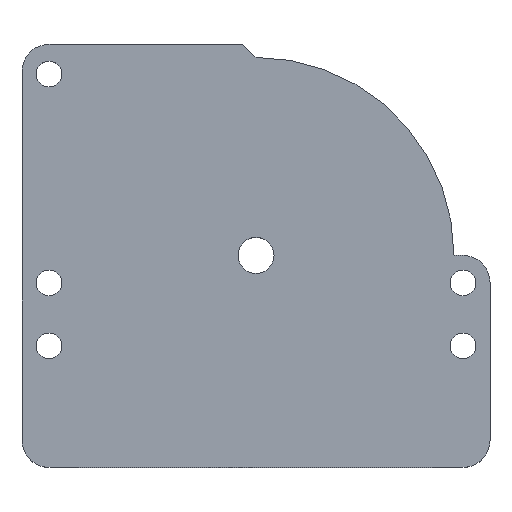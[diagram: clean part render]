
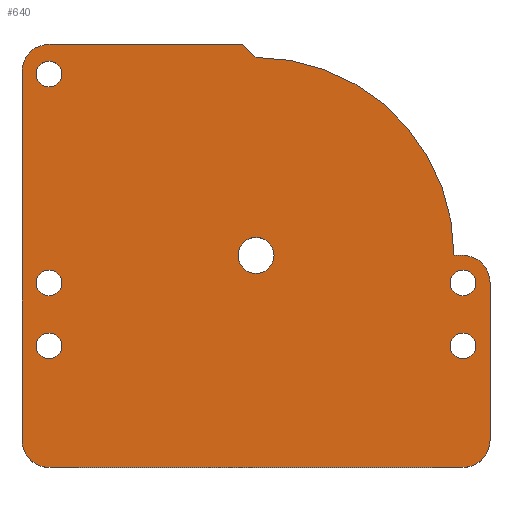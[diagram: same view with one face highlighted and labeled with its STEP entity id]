
A CAD part, top view. The second image highlights one B-rep face of the part: STEP entity #640.
In plain terms, the highlighted planar face has unit normal (0, 0, 1).
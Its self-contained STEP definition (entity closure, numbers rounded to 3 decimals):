
#52=VECTOR('',#754,1.);
#56=VECTOR('',#759,1.);
#69=VECTOR('',#798,1.);
#76=VECTOR('',#826,1.);
#78=VECTOR('',#831,1.);
#79=VECTOR('',#836,1.);
#106=LINE('',#935,#52);
#110=LINE('',#943,#56);
#123=LINE('',#989,#69);
#130=LINE('',#1017,#76);
#132=LINE('',#1023,#78);
#133=LINE('',#1027,#79);
#155=PLANE('',#695);
#182=VERTEX_POINT('',#934);
#183=VERTEX_POINT('',#936);
#185=VERTEX_POINT('',#942);
#203=VERTEX_POINT('',#988);
#204=VERTEX_POINT('',#990);
#208=VERTEX_POINT('',#1003);
#211=VERTEX_POINT('',#1012);
#212=VERTEX_POINT('',#1013);
#213=VERTEX_POINT('',#1018);
#214=VERTEX_POINT('',#1022);
#215=VERTEX_POINT('',#1024);
#216=VERTEX_POINT('',#1028);
#217=VERTEX_POINT('',#1031);
#218=VERTEX_POINT('',#1033);
#219=VERTEX_POINT('',#1035);
#220=VERTEX_POINT('',#1037);
#221=VERTEX_POINT('',#1039);
#240=CIRCLE('',#687,2.);
#243=CIRCLE('',#693,3.);
#244=CIRCLE('',#696,3.);
#245=CIRCLE('',#697,3.);
#246=CIRCLE('',#698,3.);
#247=CIRCLE('',#699,22.);
#248=CIRCLE('',#700,1.425);
#249=CIRCLE('',#701,1.425);
#250=CIRCLE('',#702,1.425);
#251=CIRCLE('',#703,1.425);
#252=CIRCLE('',#704,1.425);
#276=EDGE_CURVE('',#182,#183,#106,.T.);
#280=EDGE_CURVE('',#185,#182,#110,.T.);
#304=EDGE_CURVE('',#203,#204,#123,.T.);
#311=EDGE_CURVE('',#208,#208,#240,.T.);
#314=EDGE_CURVE('',#211,#212,#243,.T.);
#317=EDGE_CURVE('',#212,#213,#130,.T.);
#319=EDGE_CURVE('',#214,#185,#244,.T.);
#320=EDGE_CURVE('',#215,#214,#132,.T.);
#321=EDGE_CURVE('',#204,#215,#245,.T.);
#322=EDGE_CURVE('',#213,#203,#246,.T.);
#323=EDGE_CURVE('',#211,#216,#133,.T.);
#324=EDGE_CURVE('',#216,#183,#247,.T.);
#325=EDGE_CURVE('',#217,#217,#248,.T.);
#326=EDGE_CURVE('',#218,#218,#249,.T.);
#327=EDGE_CURVE('',#219,#219,#250,.T.);
#328=EDGE_CURVE('',#220,#220,#251,.T.);
#329=EDGE_CURVE('',#221,#221,#252,.T.);
#433=ORIENTED_EDGE('',*,*,#276,.F.);
#434=ORIENTED_EDGE('',*,*,#280,.F.);
#435=ORIENTED_EDGE('',*,*,#319,.F.);
#436=ORIENTED_EDGE('',*,*,#320,.F.);
#437=ORIENTED_EDGE('',*,*,#321,.F.);
#438=ORIENTED_EDGE('',*,*,#304,.F.);
#439=ORIENTED_EDGE('',*,*,#322,.F.);
#440=ORIENTED_EDGE('',*,*,#317,.F.);
#441=ORIENTED_EDGE('',*,*,#314,.F.);
#442=ORIENTED_EDGE('',*,*,#323,.T.);
#443=ORIENTED_EDGE('',*,*,#324,.T.);
#444=ORIENTED_EDGE('',*,*,#311,.T.);
#445=ORIENTED_EDGE('',*,*,#325,.T.);
#446=ORIENTED_EDGE('',*,*,#326,.T.);
#447=ORIENTED_EDGE('',*,*,#327,.T.);
#448=ORIENTED_EDGE('',*,*,#328,.T.);
#449=ORIENTED_EDGE('',*,*,#329,.T.);
#536=EDGE_LOOP('',(#433,#434,#435,#436,#437,#438,#439,#440,#441,#442,#443));
#537=EDGE_LOOP('',(#444));
#538=EDGE_LOOP('',(#445));
#539=EDGE_LOOP('',(#446));
#540=EDGE_LOOP('',(#447));
#541=EDGE_LOOP('',(#448));
#542=EDGE_LOOP('',(#449));
#593=FACE_BOUND('',#536,.T.);
#594=FACE_BOUND('',#537,.T.);
#595=FACE_BOUND('',#538,.T.);
#596=FACE_BOUND('',#539,.T.);
#597=FACE_BOUND('',#540,.T.);
#598=FACE_BOUND('',#541,.T.);
#599=FACE_BOUND('',#542,.T.);
#640=ADVANCED_FACE('',(#593,#594,#595,#596,#597,#598,#599),#155,.T.);
#687=AXIS2_PLACEMENT_3D('',#1002,#810,#811);
#693=AXIS2_PLACEMENT_3D('',#1011,#821,#822);
#695=AXIS2_PLACEMENT_3D('',#1020,#828,$);
#696=AXIS2_PLACEMENT_3D('',#1021,#829,#830);
#697=AXIS2_PLACEMENT_3D('',#1025,#832,#833);
#698=AXIS2_PLACEMENT_3D('',#1026,#834,#835);
#699=AXIS2_PLACEMENT_3D('',#1029,#837,#838);
#700=AXIS2_PLACEMENT_3D('',#1030,#839,#840);
#701=AXIS2_PLACEMENT_3D('',#1032,#841,#842);
#702=AXIS2_PLACEMENT_3D('',#1034,#843,#844);
#703=AXIS2_PLACEMENT_3D('',#1036,#845,#846);
#704=AXIS2_PLACEMENT_3D('',#1038,#847,#848);
#754=DIRECTION('',(0.707,-0.707,0.));
#759=DIRECTION('',(1.,0.,0.));
#798=DIRECTION('',(-1.,0.,0.));
#810=DIRECTION('',(0.,0.,-1.));
#811=DIRECTION('',(-2.,0.,0.));
#821=DIRECTION('',(0.,0.,-1.));
#822=DIRECTION('',(2.121,2.121,0.));
#826=DIRECTION('',(0.,-1.,0.));
#828=DIRECTION('',(0.,0.,1.));
#829=DIRECTION('',(0.,0.,-1.));
#830=DIRECTION('',(-2.121,2.121,0.));
#831=DIRECTION('',(0.,1.,0.));
#832=DIRECTION('',(0.,0.,-1.));
#833=DIRECTION('',(-2.121,-2.121,0.));
#834=DIRECTION('',(0.,0.,-1.));
#835=DIRECTION('',(2.121,-2.121,0.));
#836=DIRECTION('',(-1.,0.,0.));
#837=DIRECTION('',(0.,0.,1.));
#838=DIRECTION('',(22.,0.,0.));
#839=DIRECTION('',(0.,0.,-1.));
#840=DIRECTION('',(1.425,0.,0.));
#841=DIRECTION('',(0.,0.,-1.));
#842=DIRECTION('',(1.425,0.,0.));
#843=DIRECTION('',(0.,0.,-1.));
#844=DIRECTION('',(1.425,0.,0.));
#845=DIRECTION('',(0.,0.,-1.));
#846=DIRECTION('',(1.425,0.,0.));
#847=DIRECTION('',(0.,0.,-1.));
#848=DIRECTION('',(1.425,0.,0.));
#934=CARTESIAN_POINT('',(-1.45,23.45,7.9));
#935=CARTESIAN_POINT('',(5.15,16.85,7.9));
#936=CARTESIAN_POINT('',(0.,22.,7.9));
#942=CARTESIAN_POINT('',(-23.,23.45,7.9));
#943=CARTESIAN_POINT('',(26.,23.45,7.9));
#988=CARTESIAN_POINT('',(23.,-23.55,7.9));
#989=CARTESIAN_POINT('',(-26.,-23.55,7.9));
#990=CARTESIAN_POINT('',(-23.,-23.55,7.9));
#1002=CARTESIAN_POINT('',(0.,0.,7.9));
#1003=CARTESIAN_POINT('',(2.,0.,7.9));
#1011=CARTESIAN_POINT('',(23.,-3.,7.9));
#1012=CARTESIAN_POINT('',(23.,0.,7.9));
#1013=CARTESIAN_POINT('',(26.,-3.,7.9));
#1017=CARTESIAN_POINT('',(26.,-23.55,7.9));
#1018=CARTESIAN_POINT('',(26.,-20.55,7.9));
#1020=CARTESIAN_POINT('',(0.,-0.05,7.9));
#1021=CARTESIAN_POINT('',(-23.,20.45,7.9));
#1022=CARTESIAN_POINT('',(-26.,20.45,7.9));
#1023=CARTESIAN_POINT('',(-26.,23.45,7.9));
#1024=CARTESIAN_POINT('',(-26.,-20.55,7.9));
#1025=CARTESIAN_POINT('',(-23.,-20.55,7.9));
#1026=CARTESIAN_POINT('',(23.,-20.55,7.9));
#1027=CARTESIAN_POINT('',(12.,0.,7.9));
#1028=CARTESIAN_POINT('',(22.,0.,7.9));
#1029=CARTESIAN_POINT('',(0.,0.,7.9));
#1030=CARTESIAN_POINT('',(23.,-10.05,7.9));
#1031=CARTESIAN_POINT('',(24.425,-10.05,7.9));
#1032=CARTESIAN_POINT('',(-23.,-10.05,7.9));
#1033=CARTESIAN_POINT('',(-21.575,-10.05,7.9));
#1034=CARTESIAN_POINT('',(-23.,20.15,7.9));
#1035=CARTESIAN_POINT('',(-24.425,20.15,7.9));
#1036=CARTESIAN_POINT('',(-23.,-3.05,7.9));
#1037=CARTESIAN_POINT('',(-24.425,-3.05,7.9));
#1038=CARTESIAN_POINT('',(23.,-3.05,7.9));
#1039=CARTESIAN_POINT('',(21.575,-3.05,7.9));
